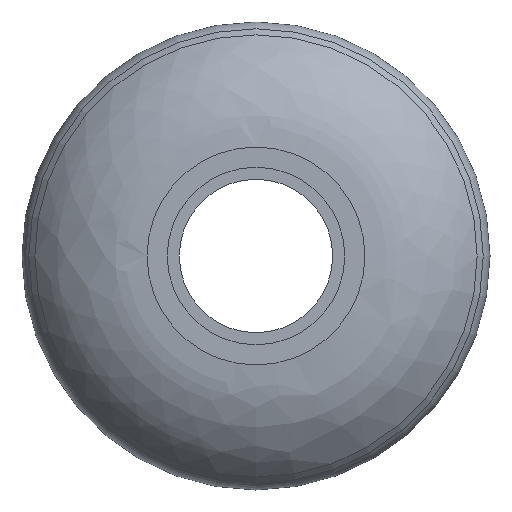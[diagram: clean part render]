
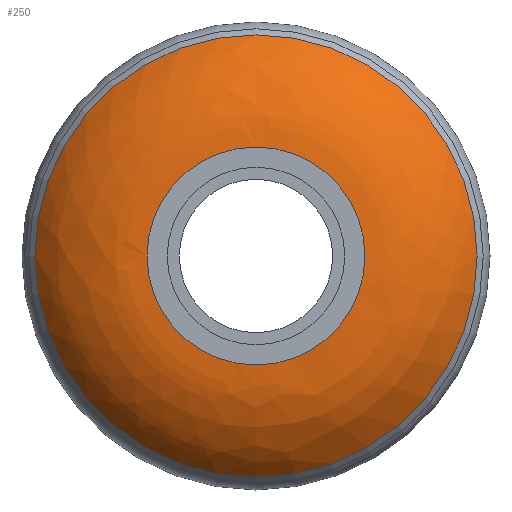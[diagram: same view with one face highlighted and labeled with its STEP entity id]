
A CAD part, front view. The second image highlights one B-rep face of the part: STEP entity #250.
In plain terms, the highlighted free-form (B-spline) face has degree [2, 2] with [3, 9] control points.
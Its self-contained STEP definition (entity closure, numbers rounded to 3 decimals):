
#29=(
BOUNDED_SURFACE()
B_SPLINE_SURFACE(2,2,((#427,#428,#429,#430,#431,#432,#433,#434,#435),(#436,
#437,#438,#439,#440,#441,#442,#443,#444),(#445,#446,#447,#448,#449,#450,
#451,#452,#453)),.UNSPECIFIED.,.F.,.T.,.F.)
B_SPLINE_SURFACE_WITH_KNOTS((3,3),(3,2,2,2,3),(-1.554,-0.661),
(-3.142,-1.571,0.,1.571,3.142),
 .UNSPECIFIED.)
GEOMETRIC_REPRESENTATION_ITEM()
RATIONAL_B_SPLINE_SURFACE(((1.,0.707,1.,0.707,1.,
0.707,1.,0.707,1.),(0.902,0.638,
0.902,0.638,0.902,0.638,
0.902,0.638,0.902),(1.,0.707,
1.,0.707,1.,0.707,1.,0.707,1.)))
REPRESENTATION_ITEM('')
SURFACE()
);
#32=FACE_OUTER_BOUND('',#48,.T.);
#48=EDGE_LOOP('',(#177,#178,#179,#180,#181,#182));
#83=CIRCLE('',#281,13.5);
#86=CIRCLE('',#284,13.5);
#87=CIRCLE('',#285,27.405);
#88=CIRCLE('',#286,18.);
#89=CIRCLE('',#287,27.405);
#111=VERTEX_POINT('',#418);
#112=VERTEX_POINT('',#419);
#115=VERTEX_POINT('',#454);
#116=VERTEX_POINT('',#455);
#135=EDGE_CURVE('',#111,#112,#83,.T.);
#139=EDGE_CURVE('',#112,#111,#86,.T.);
#140=EDGE_CURVE('',#115,#116,#87,.T.);
#141=EDGE_CURVE('',#116,#112,#88,.T.);
#142=EDGE_CURVE('',#116,#115,#89,.T.);
#177=ORIENTED_EDGE('',*,*,#140,.T.);
#178=ORIENTED_EDGE('',*,*,#141,.T.);
#179=ORIENTED_EDGE('',*,*,#139,.T.);
#180=ORIENTED_EDGE('',*,*,#135,.T.);
#181=ORIENTED_EDGE('',*,*,#141,.F.);
#182=ORIENTED_EDGE('',*,*,#142,.T.);
#250=ADVANCED_FACE('',(#32),#29,.F.);
#281=AXIS2_PLACEMENT_3D('',#420,#326,#327);
#284=AXIS2_PLACEMENT_3D('',#426,#333,#334);
#285=AXIS2_PLACEMENT_3D('',#456,#335,#336);
#286=AXIS2_PLACEMENT_3D('',#457,#337,#338);
#287=AXIS2_PLACEMENT_3D('',#458,#339,#340);
#326=DIRECTION('center_axis',(0.,1.,0.));
#327=DIRECTION('ref_axis',(1.,0.,0.));
#333=DIRECTION('center_axis',(0.,1.,0.));
#334=DIRECTION('ref_axis',(1.,0.,0.));
#335=DIRECTION('center_axis',(0.,-1.,0.));
#336=DIRECTION('ref_axis',(1.,0.,0.));
#337=DIRECTION('center_axis',(-1.,0.,0.));
#338=DIRECTION('ref_axis',(0.,0.,
-1.));
#339=DIRECTION('center_axis',(0.,-1.,0.));
#340=DIRECTION('ref_axis',(1.,0.,0.));
#418=CARTESIAN_POINT('',(-13.5,-11.997,30.));
#419=CARTESIAN_POINT('',(0.,-11.997,16.5));
#420=CARTESIAN_POINT('Origin',(0.,-11.997,30.));
#426=CARTESIAN_POINT('Origin',(0.,-11.997,30.));
#427=CARTESIAN_POINT('Ctrl Pts',(0.,-11.997,16.5));
#428=CARTESIAN_POINT('Ctrl Pts',(-13.5,-11.997,16.5));
#429=CARTESIAN_POINT('Ctrl Pts',(-13.5,-11.997,30.));
#430=CARTESIAN_POINT('Ctrl Pts',(-13.5,-11.997,43.5));
#431=CARTESIAN_POINT('Ctrl Pts',(0.,-11.997,43.5));
#432=CARTESIAN_POINT('Ctrl Pts',(13.5,-11.997,43.5));
#433=CARTESIAN_POINT('Ctrl Pts',(13.5,-11.997,30.));
#434=CARTESIAN_POINT('Ctrl Pts',(13.5,-11.997,16.5));
#435=CARTESIAN_POINT('Ctrl Pts',(0.,-11.997,16.5));
#436=CARTESIAN_POINT('Ctrl Pts',(0.,-11.852,7.885));
#437=CARTESIAN_POINT('Ctrl Pts',(-22.115,-11.852,7.885));
#438=CARTESIAN_POINT('Ctrl Pts',(-22.115,-11.852,30.));
#439=CARTESIAN_POINT('Ctrl Pts',(-22.115,-11.852,52.115));
#440=CARTESIAN_POINT('Ctrl Pts',(0.,-11.852,52.115));
#441=CARTESIAN_POINT('Ctrl Pts',(22.115,-11.852,52.115));
#442=CARTESIAN_POINT('Ctrl Pts',(22.115,-11.852,30.));
#443=CARTESIAN_POINT('Ctrl Pts',(22.115,-11.852,7.885));
#444=CARTESIAN_POINT('Ctrl Pts',(0.,-11.852,7.885));
#445=CARTESIAN_POINT('Ctrl Pts',(0.,-5.051,2.595));
#446=CARTESIAN_POINT('Ctrl Pts',(-27.405,-5.051,2.595));
#447=CARTESIAN_POINT('Ctrl Pts',(-27.405,-5.051,30.));
#448=CARTESIAN_POINT('Ctrl Pts',(-27.405,-5.051,57.405));
#449=CARTESIAN_POINT('Ctrl Pts',(0.,-5.051,57.405));
#450=CARTESIAN_POINT('Ctrl Pts',(27.405,-5.051,57.405));
#451=CARTESIAN_POINT('Ctrl Pts',(27.405,-5.051,30.));
#452=CARTESIAN_POINT('Ctrl Pts',(27.405,-5.051,2.595));
#453=CARTESIAN_POINT('Ctrl Pts',(0.,-5.051,2.595));
#454=CARTESIAN_POINT('',(-27.405,-5.051,30.));
#455=CARTESIAN_POINT('',(0.,-5.051,2.595));
#456=CARTESIAN_POINT('Origin',(0.,-5.051,30.));
#457=CARTESIAN_POINT('Origin',(0.,6.,16.804));
#458=CARTESIAN_POINT('Origin',(0.,-5.051,30.));
